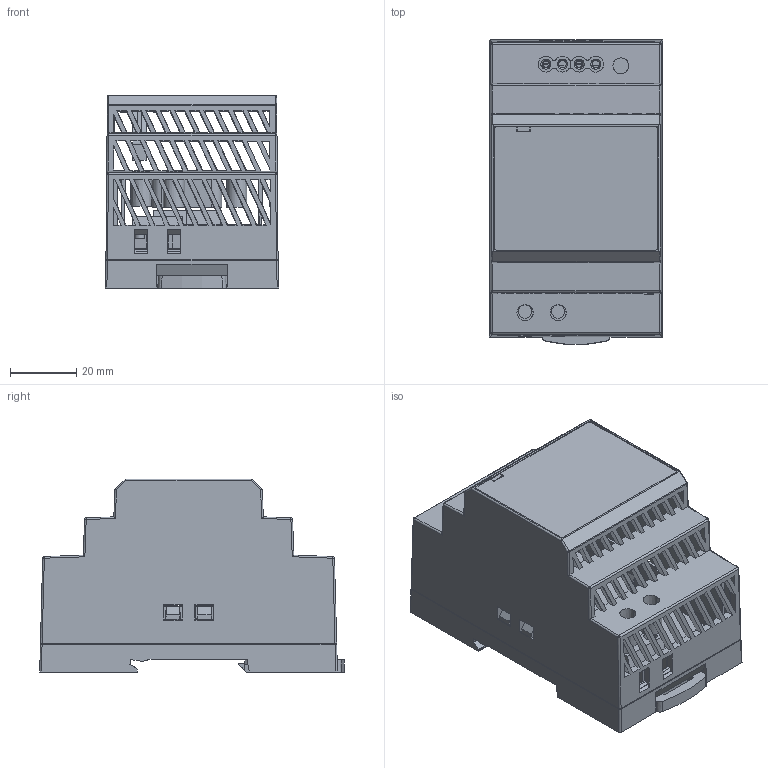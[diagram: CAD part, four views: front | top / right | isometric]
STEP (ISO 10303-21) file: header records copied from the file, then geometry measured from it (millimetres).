
FILE_DESCRIPTION(('Creo Elements/Direct Modeling STEP Export'),'2;1');
FILE_NAME('HDR-60.stp','2017-03-07T15:41:21',(''),(''),'PTC Creo Elements/Direct Modeling STEP processor for AP214 (Solid Model)','PTC Creo Elements/Direct Modeling 19.0 09-May-2014 (C) Parametric Technology GmbH','');
FILE_SCHEMA(('AUTOMOTIVE_DESIGN { 1 0 10303 214 1 1 1 1 }'));
Length unit declared in the file: millimetre
Products named in the file (11): HDR-上蓋組; 344; PCB.1; a1; KNX-X; KNX-201511_16_2.PRT; ASSEMBLY_1_ASM.ASM; KNX-201511_16_ASM_1.ASM; KNX-201511_16_ASM.stp; KNX-下蓋組; HDR-60
Assembly tree (11 placements, depth 6):
  HDR-60
    KNX-X
      a1
      PCB.1
      344
    KNX-下蓋組
      KNX-201511_16_ASM.stp
        KNX-201511_16_ASM_1.ASM
          ASSEMBLY_1_ASM.ASM
            KNX-201511_16_2.PRT
      KNX-X
        a1
        PCB.1
        344
    HDR-上蓋組
Bounding box: 52.52 x 92.1 x 58.55 mm (x, y, z)
Volume: 60291.8 mm3; surface area: 73902.9 mm2
Topology: 5 solids, 5 shells, 1394 faces, 4048 edges, 2623 vertices
Faces by surface type: plane 1113, cylinder 187, cone 42, bspline 22, sphere 14, torus 12, extrusion 4
Entity records: 39642 total; most frequent: CARTESIAN_POINT 8402, ORIENTED_EDGE 6984, DIRECTION 5652, EDGE_CURVE 3490, VECTOR 2878, LINE 2874, VERTEX_POINT 2269, AXIS2_PLACEMENT_3D 1387
